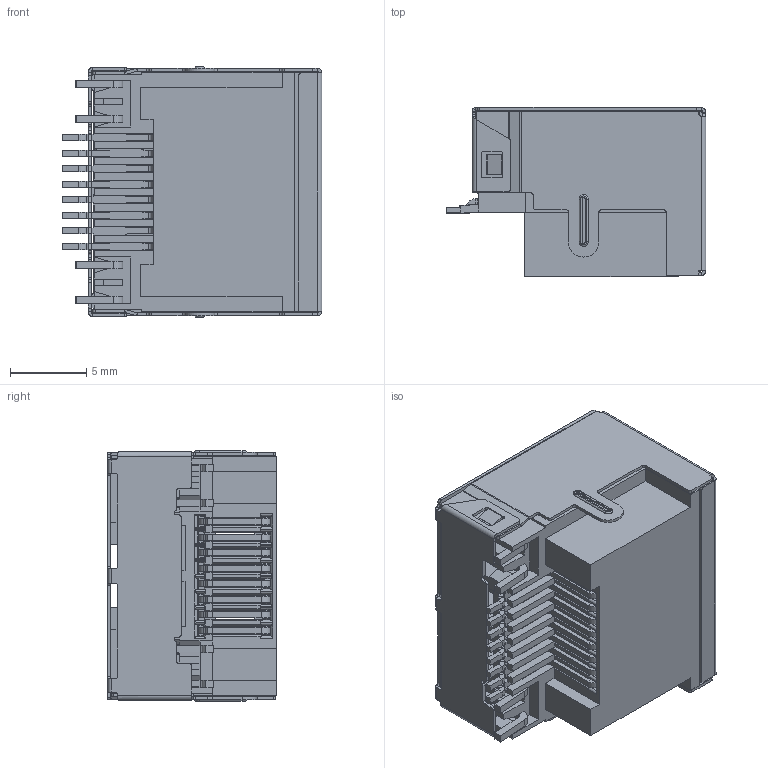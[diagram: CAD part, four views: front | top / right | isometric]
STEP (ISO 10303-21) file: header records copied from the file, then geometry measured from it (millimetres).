
FILE_DESCRIPTION((''),'2;1');
FILE_NAME('RJ42_SMT_SHELL_LED_1_','2022-08-18T13:41:45',('Administrator'),(''),'CREO PARAMETRIC BY PTC INC, 2018400','CREO PARAMETRIC BY PTC INC, 2018400','');
FILE_SCHEMA(('CONFIG_CONTROL_DESIGN'));
Length unit declared in the file: millimetre
Products named in the file (1): RJ42_SMT_SHELL_LED_1_
Bounding box: 17 x 11.05 x 16.4 mm (x, y, z)
Volume: 1010.2 mm3; surface area: 3571.9 mm2
Topology: 1 solids, 1 shells, 1962 faces, 5297 edges, 3255 vertices
Faces by surface type: plane 1435, cylinder 516, bspline 7, torus 4
Entity records: 60839 total; most frequent: CARTESIAN_POINT 11156, ORIENTED_EDGE 10594, DIRECTION 10124, EDGE_CURVE 5297, VECTOR 4176, LINE 4176, VERTEX_POINT 3255, AXIS2_PLACEMENT_3D 2974
